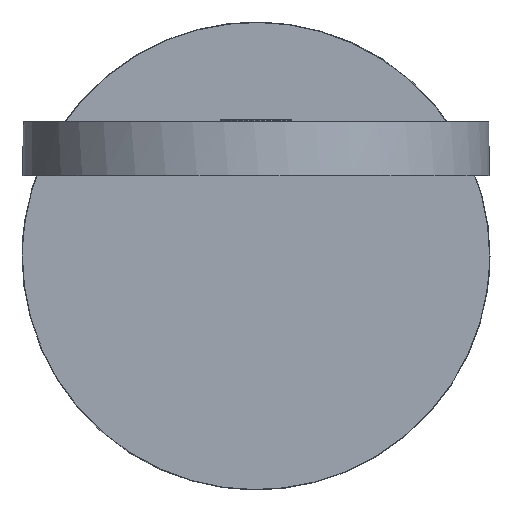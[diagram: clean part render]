
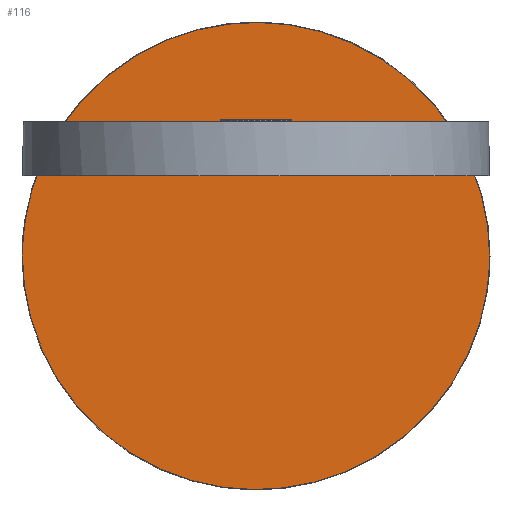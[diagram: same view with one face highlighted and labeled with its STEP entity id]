
A CAD part, front view. The second image highlights one B-rep face of the part: STEP entity #116.
In plain terms, the highlighted planar face has unit normal (0, -1, 0).
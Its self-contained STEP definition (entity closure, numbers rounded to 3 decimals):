
#116=ADVANCED_FACE($,(#210),#1213,.T.);
#210=FACE_OUTER_BOUND($,#314,.T.);
#314=EDGE_LOOP($,(#648,#649));
#648=ORIENTED_EDGE($,*,*,#943,.T.);
#649=ORIENTED_EDGE($,*,*,#949,.T.);
#943=EDGE_CURVE($,#1095,#1110,#1414,.T.);
#949=EDGE_CURVE($,#1110,#1095,#1420,.T.);
#1095=VERTEX_POINT($,#4151);
#1110=VERTEX_POINT($,#4166);
#1213=PLANE($,#1554);
#1414=(
BOUNDED_CURVE()
B_SPLINE_CURVE(2,(#3998,#3999,#4000,#4001,#4002),.UNSPECIFIED.,.F.,.F.)
B_SPLINE_CURVE_WITH_KNOTS((3,2,3),(-204.209,-102.104,0.),
.UNSPECIFIED.)
CURVE()
GEOMETRIC_REPRESENTATION_ITEM()
RATIONAL_B_SPLINE_CURVE((1.,0.707,1.,0.707,1.))
REPRESENTATION_ITEM($)
);
#1420=(
BOUNDED_CURVE()
B_SPLINE_CURVE(2,(#4022,#4023,#4024,#4025,#4026),.UNSPECIFIED.,.F.,.F.)
B_SPLINE_CURVE_WITH_KNOTS((3,2,3),(-408.418,-306.313,-204.209),
.UNSPECIFIED.)
CURVE()
GEOMETRIC_REPRESENTATION_ITEM()
RATIONAL_B_SPLINE_CURVE((1.,0.707,1.,0.707,1.))
REPRESENTATION_ITEM($)
);
#1554=AXIS2_PLACEMENT_3D($,#4027,#1585,$);
#1585=DIRECTION($,(0.,-1.,0.));
#3998=CARTESIAN_POINT($,(64.902,-426.662,395.));
#3999=CARTESIAN_POINT($,(64.902,-426.662,460.002));
#4000=CARTESIAN_POINT($,(-0.1,-426.662,460.002));
#4001=CARTESIAN_POINT($,(-65.102,-426.662,460.002));
#4002=CARTESIAN_POINT($,(-65.102,-426.662,395.));
#4022=CARTESIAN_POINT($,(-65.102,-426.662,395.));
#4023=CARTESIAN_POINT($,(-65.102,-426.662,329.998));
#4024=CARTESIAN_POINT($,(-0.1,-426.662,329.998));
#4025=CARTESIAN_POINT($,(64.902,-426.662,329.998));
#4026=CARTESIAN_POINT($,(64.902,-426.662,395.));
#4027=CARTESIAN_POINT($,(-65.102,-426.662,329.998));
#4151=CARTESIAN_POINT($,(64.902,-426.662,395.));
#4166=CARTESIAN_POINT($,(-65.102,-426.662,395.));
